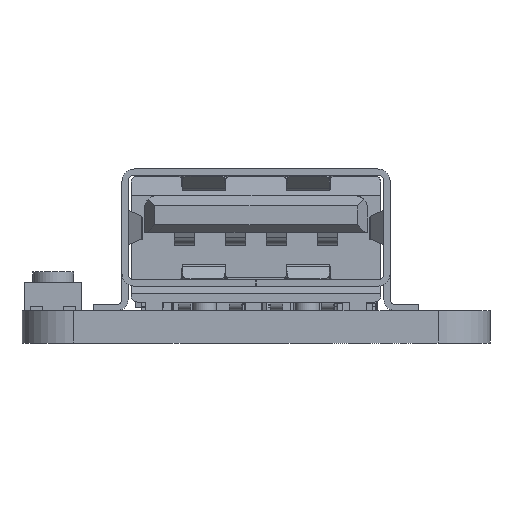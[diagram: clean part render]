
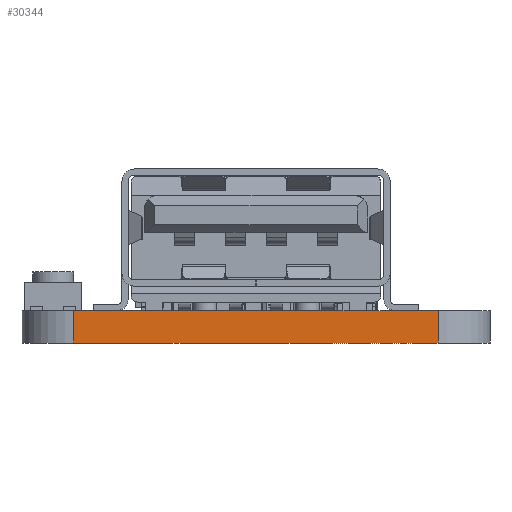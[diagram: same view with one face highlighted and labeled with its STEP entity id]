
A CAD part, left-side view. The second image highlights one B-rep face of the part: STEP entity #30344.
In plain terms, the highlighted planar face has unit normal (-1, 0, 0).
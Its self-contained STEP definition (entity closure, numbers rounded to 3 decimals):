
#689=PLANE('',#32415);
#1887=FACE_OUTER_BOUND('',#3583,.T.);
#3583=EDGE_LOOP('',(#20467,#20468,#20469,#20470));
#5463=LINE('',#43914,#8769);
#5464=LINE('',#43917,#8770);
#5465=LINE('',#43919,#8771);
#5466=LINE('',#43920,#8772);
#8769=VECTOR('',#35404,10.);
#8770=VECTOR('',#35407,10.);
#8771=VECTOR('',#35408,10.);
#8772=VECTOR('',#35409,10.);
#13071=VERTEX_POINT('',#43910);
#13072=VERTEX_POINT('',#43912);
#13073=VERTEX_POINT('',#43916);
#13074=VERTEX_POINT('',#43918);
#15995=EDGE_CURVE('',#13071,#13072,#5463,.T.);
#15996=EDGE_CURVE('',#13073,#13071,#5464,.T.);
#15997=EDGE_CURVE('',#13074,#13072,#5465,.T.);
#15998=EDGE_CURVE('',#13073,#13074,#5466,.T.);
#20467=ORIENTED_EDGE('',*,*,#15996,.T.);
#20468=ORIENTED_EDGE('',*,*,#15995,.T.);
#20469=ORIENTED_EDGE('',*,*,#15997,.F.);
#20470=ORIENTED_EDGE('',*,*,#15998,.F.);
#30344=ADVANCED_FACE('',(#1887),#689,.T.);
#32415=AXIS2_PLACEMENT_3D('',#43915,#35405,#35406);
#35404=DIRECTION('',(0.,0.,1.));
#35405=DIRECTION('center_axis',(-1.,0.,0.));
#35406=DIRECTION('ref_axis',(0.,-1.,0.));
#35407=DIRECTION('',(0.,-1.,0.));
#35408=DIRECTION('',(0.,-1.,0.));
#35409=DIRECTION('',(0.,0.,1.));
#43910=CARTESIAN_POINT('',(0.,2.54,0.));
#43912=CARTESIAN_POINT('',(0.,2.54,1.57));
#43914=CARTESIAN_POINT('',(0.,2.54,0.));
#43915=CARTESIAN_POINT('Origin',(0.,20.32,0.));
#43916=CARTESIAN_POINT('',(0.,20.32,0.));
#43917=CARTESIAN_POINT('',(0.,20.32,0.));
#43918=CARTESIAN_POINT('',(0.,20.32,1.57));
#43919=CARTESIAN_POINT('',(0.,20.32,1.57));
#43920=CARTESIAN_POINT('',(0.,20.32,0.));
